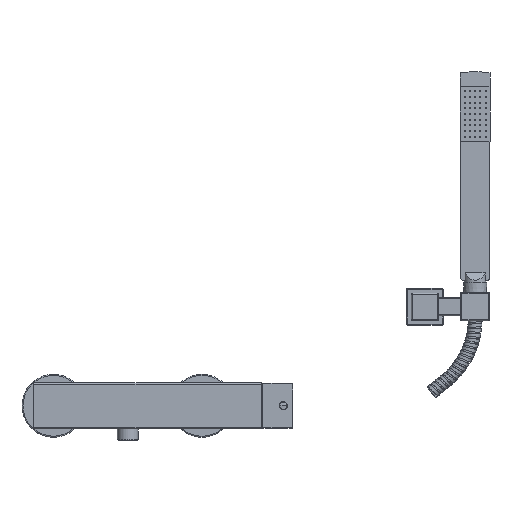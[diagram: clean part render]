
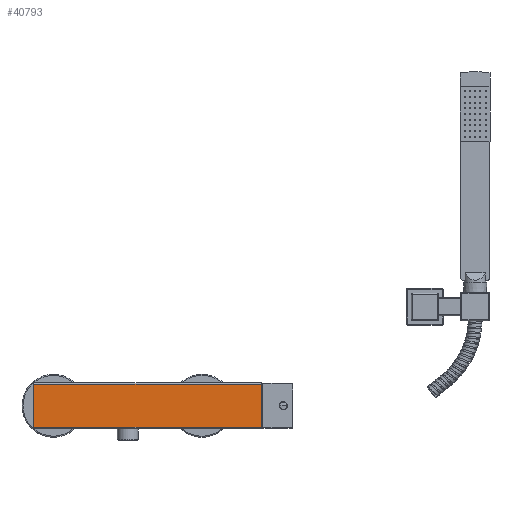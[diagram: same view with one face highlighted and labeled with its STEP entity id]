
A CAD part, top view. The second image highlights one B-rep face of the part: STEP entity #40793.
In plain terms, the highlighted planar face has unit normal (0, 0, 1).
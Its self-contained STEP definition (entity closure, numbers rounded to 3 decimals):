
#9565=DIRECTION('',(0.,-1.,0.));
#9566=VECTOR('',#9565,43.5);
#9567=CARTESIAN_POINT('',(-95.,21.75,23.25));
#9568=LINE('',#9567,#9566);
#9569=DIRECTION('',(-1.,0.,0.));
#9570=VECTOR('',#9569,230.);
#9571=CARTESIAN_POINT('',(135.,21.75,23.25));
#9572=LINE('',#9571,#9570);
#9573=DIRECTION('',(0.,-1.,0.));
#9574=VECTOR('',#9573,43.5);
#9575=CARTESIAN_POINT('',(135.,21.75,23.25));
#9576=LINE('',#9575,#9574);
#9577=DIRECTION('',(-1.,0.,0.));
#9578=VECTOR('',#9577,230.);
#9579=CARTESIAN_POINT('',(135.,-21.75,23.25));
#9580=LINE('',#9579,#9578);
#22555=CARTESIAN_POINT('',(135.,21.75,23.25));
#22556=CARTESIAN_POINT('',(135.,-21.75,23.25));
#22557=VERTEX_POINT('',#22555);
#22558=VERTEX_POINT('',#22556);
#22571=CARTESIAN_POINT('',(-95.,21.75,23.25));
#22572=CARTESIAN_POINT('',(-95.,-21.75,23.25));
#22573=VERTEX_POINT('',#22571);
#22574=VERTEX_POINT('',#22572);
#40779=CARTESIAN_POINT('',(-96.5,23.25,23.25));
#40780=DIRECTION('',(0.,0.,1.));
#40781=DIRECTION('',(0.,-1.,0.));
#40782=AXIS2_PLACEMENT_3D('',#40779,#40780,#40781);
#40783=PLANE('',#40782);
#40784=ORIENTED_EDGE('',*,*,#40755,.F.);
#40786=ORIENTED_EDGE('',*,*,#40785,.F.);
#40788=ORIENTED_EDGE('',*,*,#40787,.T.);
#40790=ORIENTED_EDGE('',*,*,#40789,.T.);
#40791=EDGE_LOOP('',(#40784,#40786,#40788,#40790));
#40792=FACE_OUTER_BOUND('',#40791,.F.);
#40793=ADVANCED_FACE('',(#40792),#40783,.T.);
#40755=EDGE_CURVE('',#22573,#22574,#9568,.T.);
#40785=EDGE_CURVE('',#22557,#22573,#9572,.T.);
#40787=EDGE_CURVE('',#22557,#22558,#9576,.T.);
#40789=EDGE_CURVE('',#22558,#22574,#9580,.T.);
